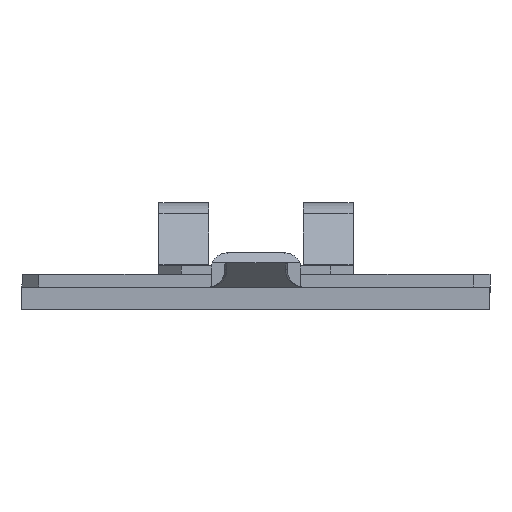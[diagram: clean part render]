
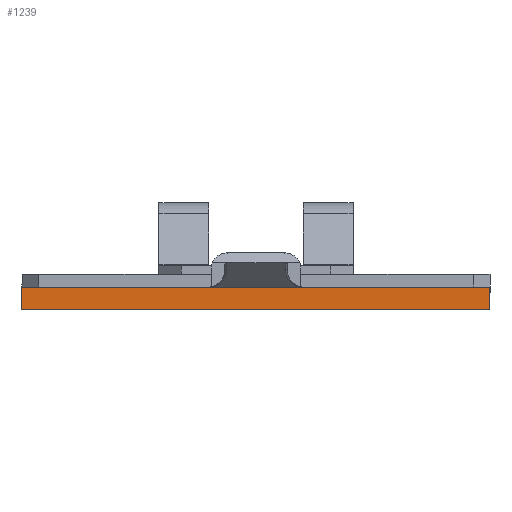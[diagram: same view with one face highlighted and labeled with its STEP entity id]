
A CAD part, front view. The second image highlights one B-rep face of the part: STEP entity #1239.
In plain terms, the highlighted planar face has unit normal (0, -1, 0).
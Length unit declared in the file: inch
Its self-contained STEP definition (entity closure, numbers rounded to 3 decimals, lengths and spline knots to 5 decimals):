
#6 = ORIENTED_EDGE ( 'NONE', *, *, #2848, .T. ) ;
#18 = LINE ( 'NONE', #1452, #3523 ) ;
#315 = ORIENTED_EDGE ( 'NONE', *, *, #1878, .T. ) ;
#566 = CARTESIAN_POINT ( 'NONE',  ( 1.3125, 0.041, -0.197 ) ) ;
#636 = VERTEX_POINT ( 'NONE', #3648 ) ;
#686 = EDGE_LOOP ( 'NONE', ( #3822, #2523, #315, #6 ) ) ;
#704 = CARTESIAN_POINT ( 'NONE',  ( 1.3125, 0.041, -0.197 ) ) ;
#778 = LINE ( 'NONE', #2509, #3557 ) ;
#787 = VERTEX_POINT ( 'NONE', #3986 ) ;
#833 = PLANE ( 'NONE',  #4045 ) ;
#1068 = LINE ( 'NONE', #704, #2694 ) ;
#1239 = ADVANCED_FACE ( 'NONE', ( #1501 ), #833, .T. ) ;
#1367 = VERTEX_POINT ( 'NONE', #566 ) ;
#1452 = CARTESIAN_POINT ( 'NONE',  ( 1.3125, 0.041, -0.072 ) ) ;
#1493 = DIRECTION ( 'NONE',  ( 0., 0., 1. ) ) ;
#1501 = FACE_OUTER_BOUND ( 'NONE', #686, .T. ) ;
#1846 = VERTEX_POINT ( 'NONE', #3953 ) ;
#1878 = EDGE_CURVE ( 'NONE', #787, #1846, #2930, .T. ) ;
#2122 = CARTESIAN_POINT ( 'NONE',  ( 1.3125, 0.041, -0.197 ) ) ;
#2187 = DIRECTION ( 'NONE',  ( 0., -1., 0. ) ) ;
#2314 = EDGE_CURVE ( 'NONE', #787, #636, #18, .T. ) ;
#2509 = CARTESIAN_POINT ( 'NONE',  ( 1.3125, 0.041, -0.072 ) ) ;
#2523 = ORIENTED_EDGE ( 'NONE', *, *, #2314, .F. ) ;
#2633 = EDGE_CURVE ( 'NONE', #1367, #636, #778, .T. ) ;
#2694 = VECTOR ( 'NONE', #3046, 39.37008 ) ;
#2848 = EDGE_CURVE ( 'NONE', #1846, #1367, #1068, .T. ) ;
#2930 = LINE ( 'NONE', #3866, #4285 ) ;
#3046 = DIRECTION ( 'NONE',  ( 1., 0., 0. ) ) ;
#3523 = VECTOR ( 'NONE', #4395, 39.37008 ) ;
#3557 = VECTOR ( 'NONE', #1493, 39.37008 ) ;
#3648 = CARTESIAN_POINT ( 'NONE',  ( 1.3125, 0.041, -0.072 ) ) ;
#3822 = ORIENTED_EDGE ( 'NONE', *, *, #2633, .T. ) ;
#3866 = CARTESIAN_POINT ( 'NONE',  ( -1.3125, 0.041, -0.197 ) ) ;
#3932 = DIRECTION ( 'NONE',  ( 0., 0., -1. ) ) ;
#3953 = CARTESIAN_POINT ( 'NONE',  ( -1.3125, 0.041, -0.197 ) ) ;
#3986 = CARTESIAN_POINT ( 'NONE',  ( -1.3125, 0.041, -0.072 ) ) ;
#4045 = AXIS2_PLACEMENT_3D ( 'NONE', #2122, #2187, #4231 ) ;
#4231 = DIRECTION ( 'NONE',  ( 0., 0., -1. ) ) ;
#4285 = VECTOR ( 'NONE', #3932, 39.37008 ) ;
#4395 = DIRECTION ( 'NONE',  ( 1., 0., 0. ) ) ;
